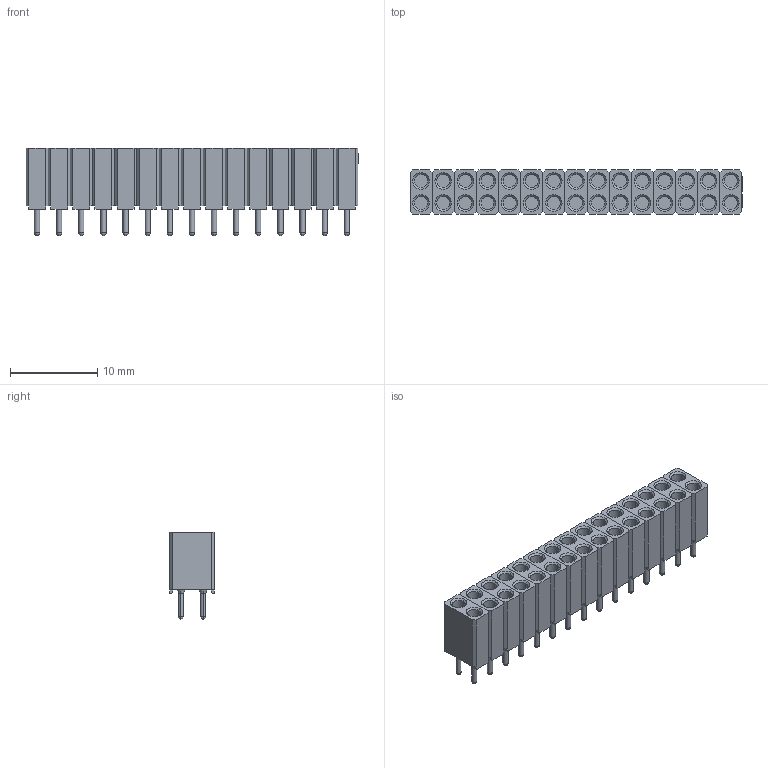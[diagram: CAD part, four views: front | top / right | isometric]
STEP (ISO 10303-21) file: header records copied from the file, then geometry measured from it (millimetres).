
FILE_DESCRIPTION (( 'STEP AP214' ), '1' );
FILE_NAME ('HDR-TH_30P-P2.54-V-F-R2-C15-S2.54-3.STEP', '2023-12-30T06:30:56', ( '' ), ( '' ), 'SwSTEP 2.0', 'SolidWorks 2020', '' );
FILE_SCHEMA (( 'AUTOMOTIVE_DESIGN' ));
Length unit declared in the file: millimetre
Products named in the file (1): HDR-TH_30P-P2.54-V-F-R2-C15-S2.54-3
Bounding box: 38.11 x 5.08 x 10 mm (x, y, z)
Volume: 949.1 mm3; surface area: 2955 mm2
Topology: 28 solids, 28 shells, 831 faces, 2055 edges, 1280 vertices
Faces by surface type: plane 433, cone 120, cylinder 120, bspline 98, sphere 60
Entity records: 33343 total; most frequent: CARTESIAN_POINT 5293, ORIENTED_EDGE 3870, DIRECTION 3623, EDGE_CURVE 1935, LINE 1315, VECTOR 1315, VERTEX_POINT 1220, AXIS2_PLACEMENT_3D 1154
